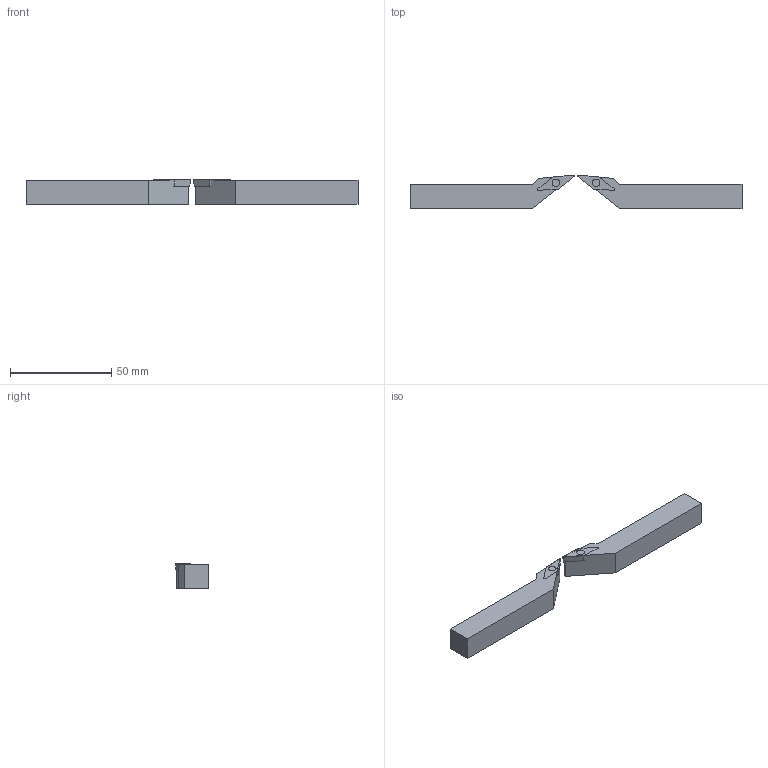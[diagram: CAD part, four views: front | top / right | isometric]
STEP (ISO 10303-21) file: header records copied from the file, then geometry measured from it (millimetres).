
FILE_DESCRIPTION(/* description */ (''),/* implementation_level */ '2;1');
FILE_NAME(/* name */ 'SVJBR1212F11_SIM.stp',/* time_stamp */ '2022-11-14T07:35:37+01:00',/* author */ (''),/* organization */ (''),/* preprocessor_version */ 'ST-DEVELOPER v18.102',/* originating_system */ 'SIEMENS PLM Software NX 2027',/* authorisation */ '');
FILE_SCHEMA (('AUTOMOTIVE_DESIGN { 1 0 10303 214 3 1 1 1 }'));
Length unit declared in the file: millimetre
Products named in the file (1): model1
Bounding box: 163.58 x 16.25 x 12 mm (x, y, z)
Volume: 20715.8 mm3; surface area: 8209 mm2
Topology: 4 solids, 4 shells, 40 faces, 92 edges, 60 vertices
Faces by surface type: plane 30, cylinder 4, cone 4, torus 2
Full cylindrical faces by diameter (mm): 2.8 x2, 3.8 x2
Entity records: 1140 total; most frequent: CARTESIAN_POINT 187, DIRECTION 184, ORIENTED_EDGE 172, EDGE_CURVE 86, LINE 70, VECTOR 70, VERTEX_POINT 60, AXIS2_PLACEMENT_3D 57
